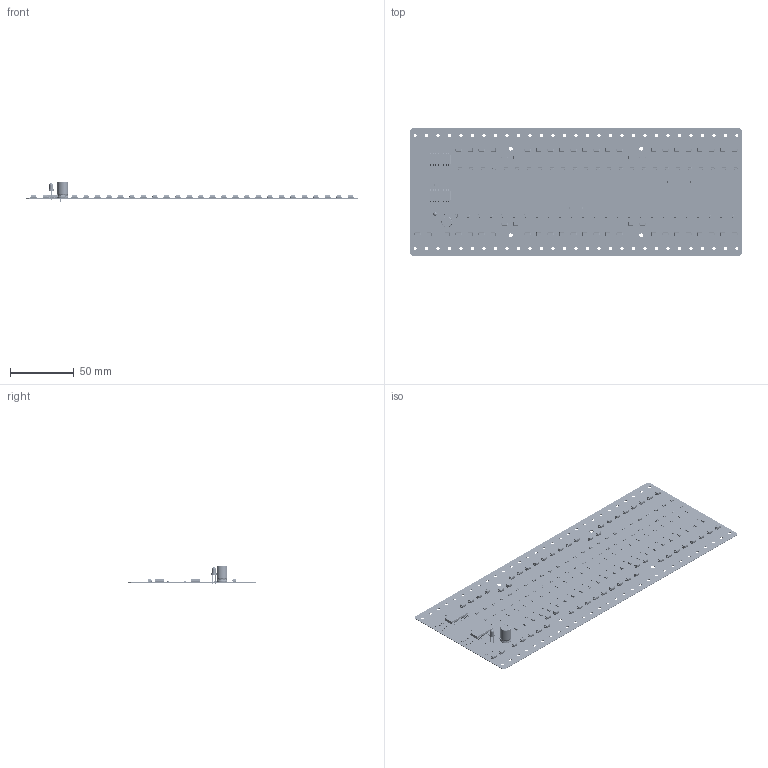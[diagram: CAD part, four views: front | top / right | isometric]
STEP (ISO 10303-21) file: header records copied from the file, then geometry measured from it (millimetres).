
FILE_DESCRIPTION(('Open CASCADE Model'),'2;1');
FILE_NAME('Open CASCADE Shape Model','2021-10-19T16:04:18',('Author'),( 'Open CASCADE'),'Open CASCADE STEP processor 6.8','Open CASCADE 6.8' ,'Unknown');
FILE_SCHEMA(('AUTOMOTIVE_DESIGN { 1 0 10303 214 1 1 1 1 }'));
Length unit declared in the file: millimetre
Products named in the file (225): PCB; Board; Open CASCADE STEP translator 6.8 1.1.1; VT2_25; 7803481312; Body; Open_CASCADE_STEP_translator_6.8_8.1.1; Leader; VT2_24; VT2_23; VT2_22; VT2_21; VT2_20; VT2_19; VT2_18; VT2_17; VT2_16; VT2_15; VT2_14; VT2_13; VT2_12; VT2_11; VT2_10; VT2_9; VT2_8; VT2_7; VT2_6; VT2_5; VT2_4; VT2_3; VT2_2; VT2_1; VT1_25; 7803481632; VT1_24; VT1_23; VT1_22; VT1_21; VT1_20; VT1_19 ...
Assembly tree (420 placements, depth 5):
  PCB
    Board
      Open CASCADE STEP translator 6.8 1.1.1
    VT2_25
      7803481312
        Body
          Open_CASCADE_STEP_translator_6.8_8.1.1
        Leader  x3
    VT2_24
      7803481312
        Body
          Open_CASCADE_STEP_translator_6.8_8.1.1
        Leader  x3
    VT2_23
      7803481312
        Body
          Open_CASCADE_STEP_translator_6.8_8.1.1
        Leader  x3
    VT2_22
      7803481312
        Body
          Open_CASCADE_STEP_translator_6.8_8.1.1
        Leader  x3
    VT2_21
      7803481312
        Body
          Open_CASCADE_STEP_translator_6.8_8.1.1
        Leader  x3
    VT2_20
      7803481312
        Body
          Open_CASCADE_STEP_translator_6.8_8.1.1
        Leader  x3
    VT2_19
      7803481312
        Body
          Open_CASCADE_STEP_translator_6.8_8.1.1
        Leader  x3
    VT2_18
      7803481312
        Body
          Open_CASCADE_STEP_translator_6.8_8.1.1
        Leader  x3
    VT2_17
      7803481312
        Body
          Open_CASCADE_STEP_translator_6.8_8.1.1
        Leader  x3
    VT2_16
      7803481312
        Body
          Open_CASCADE_STEP_translator_6.8_8.1.1
        Leader  x3
    VT2_15
      7803481312
        Body
          Open_CASCADE_STEP_translator_6.8_8.1.1
        Leader  x3
    VT2_14
      7803481312
Bounding box: 260 x 100 x 16 mm (x, y, z)
Volume: 13567.3 mm3; surface area: 59511.4 mm2
Topology: 954 solids, 954 shells, 20354 faces, 47390 edges, 27660 vertices
Faces by surface type: plane 9722, cylinder 5827, bspline 4160, sphere 638, cone 7
Full cylindrical faces by diameter (mm): 0.8 x2, 0.938 x2, 1 x2, 3.2 x4
Entity records: 52855 total; most frequent: CARTESIAN_POINT 16041, DIRECTION 6305, ORIENTED_EDGE 6050, EDGE_CURVE 3025, AXIS2_PLACEMENT_3D 2154, LINE 1997, VECTOR 1997, VERTEX_POINT 1922
